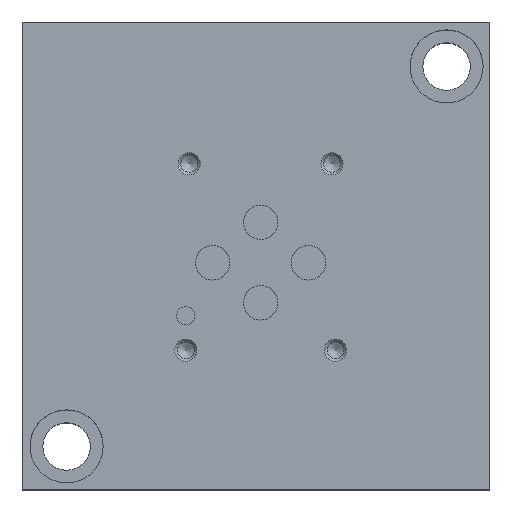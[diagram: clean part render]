
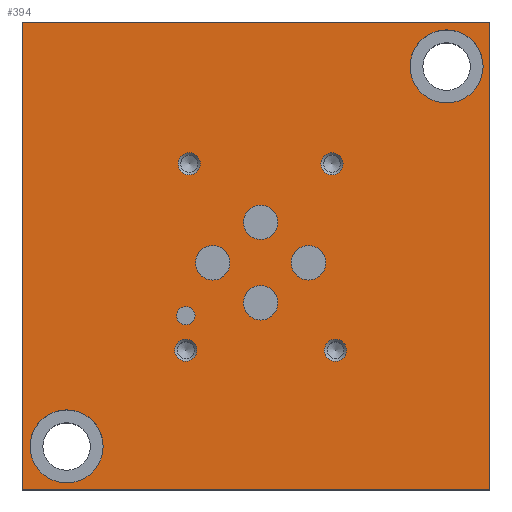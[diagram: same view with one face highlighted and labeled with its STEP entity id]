
A CAD part, top view. The second image highlights one B-rep face of the part: STEP entity #394.
In plain terms, the highlighted planar face has unit normal (0, 0, 1).
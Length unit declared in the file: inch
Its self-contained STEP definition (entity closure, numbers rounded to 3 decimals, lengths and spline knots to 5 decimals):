
#394 = ADVANCED_FACE( '', ( #951, #952, #953, #954, #955, #956, #957, #958, #959, #960, #961, #962 ), #963, .F. );
#951 = FACE_BOUND( '', #1682, .T. );
#952 = FACE_BOUND( '', #1683, .T. );
#953 = FACE_BOUND( '', #1684, .T. );
#954 = FACE_BOUND( '', #1685, .T. );
#955 = FACE_BOUND( '', #1686, .T. );
#956 = FACE_BOUND( '', #1687, .T. );
#957 = FACE_BOUND( '', #1688, .T. );
#958 = FACE_BOUND( '', #1689, .T. );
#959 = FACE_BOUND( '', #1690, .T. );
#960 = FACE_BOUND( '', #1691, .T. );
#961 = FACE_BOUND( '', #1692, .T. );
#962 = FACE_OUTER_BOUND( '', #1693, .T. );
#963 = PLANE( '', #1694 );
#1682 = EDGE_LOOP( '', ( #2893 ) );
#1683 = EDGE_LOOP( '', ( #2894 ) );
#1684 = EDGE_LOOP( '', ( #2895 ) );
#1685 = EDGE_LOOP( '', ( #2896 ) );
#1686 = EDGE_LOOP( '', ( #2897 ) );
#1687 = EDGE_LOOP( '', ( #2898 ) );
#1688 = EDGE_LOOP( '', ( #2899 ) );
#1689 = EDGE_LOOP( '', ( #2900 ) );
#1690 = EDGE_LOOP( '', ( #2901 ) );
#1691 = EDGE_LOOP( '', ( #2902 ) );
#1692 = EDGE_LOOP( '', ( #2903 ) );
#1693 = EDGE_LOOP( '', ( #2904, #2905, #2906, #2907 ) );
#1694 = AXIS2_PLACEMENT_3D( '', #2908, #2909, #2910 );
#2893 = ORIENTED_EDGE( '', *, *, #4413, .T. );
#2894 = ORIENTED_EDGE( '', *, *, #4232, .T. );
#2895 = ORIENTED_EDGE( '', *, *, #4414, .F. );
#2896 = ORIENTED_EDGE( '', *, *, #4415, .F. );
#2897 = ORIENTED_EDGE( '', *, *, #4202, .F. );
#2898 = ORIENTED_EDGE( '', *, *, #4416, .F. );
#2899 = ORIENTED_EDGE( '', *, *, #4417, .F. );
#2900 = ORIENTED_EDGE( '', *, *, #4255, .F. );
#2901 = ORIENTED_EDGE( '', *, *, #4418, .F. );
#2902 = ORIENTED_EDGE( '', *, *, #4287, .F. );
#2903 = ORIENTED_EDGE( '', *, *, #4217, .F. );
#2904 = ORIENTED_EDGE( '', *, *, #4419, .T. );
#2905 = ORIENTED_EDGE( '', *, *, #4037, .F. );
#2906 = ORIENTED_EDGE( '', *, *, #4228, .F. );
#2907 = ORIENTED_EDGE( '', *, *, #4420, .T. );
#2908 = CARTESIAN_POINT( '', ( 4., 4., 1.75 ) );
#2909 = DIRECTION( '', ( 0., 0., -1. ) );
#2910 = DIRECTION( '', ( -1., 0., 0. ) );
#4037 = EDGE_CURVE( '', #4781, #4776, #4783, .T. );
#4202 = EDGE_CURVE( '', #5075, #5075, #5076, .T. );
#4217 = EDGE_CURVE( '', #5098, #5098, #5099, .T. );
#4228 = EDGE_CURVE( '', #5118, #4781, #5120, .T. );
#4232 = EDGE_CURVE( '', #5125, #5125, #5126, .T. );
#4255 = EDGE_CURVE( '', #5161, #5161, #5162, .T. );
#4287 = EDGE_CURVE( '', #5213, #5213, #5214, .T. );
#4413 = EDGE_CURVE( '', #5397, #5397, #5398, .T. );
#4414 = EDGE_CURVE( '', #5399, #5399, #5400, .T. );
#4415 = EDGE_CURVE( '', #5401, #5401, #5402, .T. );
#4416 = EDGE_CURVE( '', #5403, #5403, #5404, .T. );
#4417 = EDGE_CURVE( '', #5405, #5405, #5406, .T. );
#4418 = EDGE_CURVE( '', #5407, #5407, #5408, .T. );
#4419 = EDGE_CURVE( '', #5409, #4776, #5410, .T. );
#4420 = EDGE_CURVE( '', #5118, #5409, #5411, .T. );
#4776 = VERTEX_POINT( '', #5858 );
#4781 = VERTEX_POINT( '', #5865 );
#4783 = LINE( '', #5868, #5869 );
#5075 = VERTEX_POINT( '', #6255 );
#5076 = CIRCLE( '', #6256, 0.095 );
#5098 = VERTEX_POINT( '', #6286 );
#5099 = CIRCLE( '', #6287, 0.1475 );
#5118 = VERTEX_POINT( '', #6314 );
#5120 = LINE( '', #6317, #6318 );
#5125 = VERTEX_POINT( '', #6324 );
#5126 = CIRCLE( '', #6325, 0.3125 );
#5161 = VERTEX_POINT( '', #6372 );
#5162 = CIRCLE( '', #6373, 0.1475 );
#5213 = VERTEX_POINT( '', #6438 );
#5214 = CIRCLE( '', #6439, 0.1475 );
#5397 = VERTEX_POINT( '', #6690 );
#5398 = CIRCLE( '', #6691, 0.3125 );
#5399 = VERTEX_POINT( '', #6692 );
#5400 = CIRCLE( '', #6693, 0.095 );
#5401 = VERTEX_POINT( '', #6694 );
#5402 = CIRCLE( '', #6695, 0.095 );
#5403 = VERTEX_POINT( '', #6696 );
#5404 = CIRCLE( '', #6697, 0.095 );
#5405 = VERTEX_POINT( '', #6698 );
#5406 = CIRCLE( '', #6699, 0.079 );
#5407 = VERTEX_POINT( '', #6700 );
#5408 = CIRCLE( '', #6701, 0.1475 );
#5409 = VERTEX_POINT( '', #6702 );
#5410 = LINE( '', #6703, #6704 );
#5411 = LINE( '', #6705, #6706 );
#5858 = CARTESIAN_POINT( '', ( 0., 0., 1.75 ) );
#5865 = CARTESIAN_POINT( '', ( 4., 0., 1.75 ) );
#5868 = CARTESIAN_POINT( '', ( 4., 0., 1.75 ) );
#5869 = VECTOR( '', #7211, 39.37008 );
#6255 = CARTESIAN_POINT( '', ( 2.775, 1.192, 1.75 ) );
#6256 = AXIS2_PLACEMENT_3D( '', #7453, #7454, #7455 );
#6286 = CARTESIAN_POINT( '', ( 1.7775, 1.94, 1.75 ) );
#6287 = AXIS2_PLACEMENT_3D( '', #7467, #7468, #7469 );
#6314 = CARTESIAN_POINT( '', ( 4., 4., 1.75 ) );
#6317 = CARTESIAN_POINT( '', ( 4., 4., 1.75 ) );
#6318 = VECTOR( '', #7479, 39.37008 );
#6324 = CARTESIAN_POINT( '', ( 0.0675, 0.37, 1.75 ) );
#6325 = AXIS2_PLACEMENT_3D( '', #7484, #7485, #7486 );
#6372 = CARTESIAN_POINT( '', ( 2.1875, 1.598, 1.75 ) );
#6373 = AXIS2_PLACEMENT_3D( '', #7514, #7515, #7516 );
#6438 = CARTESIAN_POINT( '', ( 2.5965, 1.94, 1.75 ) );
#6439 = AXIS2_PLACEMENT_3D( '', #7555, #7556, #7557 );
#6690 = CARTESIAN_POINT( '', ( 3.3175, 3.62, 1.75 ) );
#6691 = AXIS2_PLACEMENT_3D( '', #7707, #7708, #7709 );
#6692 = CARTESIAN_POINT( '', ( 1.524, 2.787, 1.75 ) );
#6693 = AXIS2_PLACEMENT_3D( '', #7710, #7711, #7712 );
#6694 = CARTESIAN_POINT( '', ( 1.495, 1.192, 1.75 ) );
#6695 = AXIS2_PLACEMENT_3D( '', #7713, #7714, #7715 );
#6696 = CARTESIAN_POINT( '', ( 2.745, 2.787, 1.75 ) );
#6697 = AXIS2_PLACEMENT_3D( '', #7716, #7717, #7718 );
#6698 = CARTESIAN_POINT( '', ( 1.479, 1.488, 1.75 ) );
#6699 = AXIS2_PLACEMENT_3D( '', #7719, #7720, #7721 );
#6700 = CARTESIAN_POINT( '', ( 2.1875, 2.287, 1.75 ) );
#6701 = AXIS2_PLACEMENT_3D( '', #7722, #7723, #7724 );
#6702 = CARTESIAN_POINT( '', ( 0., 4., 1.75 ) );
#6703 = CARTESIAN_POINT( '', ( 0., 4., 1.75 ) );
#6704 = VECTOR( '', #7725, 39.37008 );
#6705 = CARTESIAN_POINT( '', ( 4., 4., 1.75 ) );
#6706 = VECTOR( '', #7726, 39.37008 );
#7211 = DIRECTION( '', ( -1., 0., 0. ) );
#7453 = CARTESIAN_POINT( '', ( 2.68, 1.192, 1.75 ) );
#7454 = DIRECTION( '', ( 0., 0., 1. ) );
#7455 = DIRECTION( '', ( 1., 0., 0. ) );
#7467 = CARTESIAN_POINT( '', ( 1.63, 1.94, 1.75 ) );
#7468 = DIRECTION( '', ( 0., 0., 1. ) );
#7469 = DIRECTION( '', ( 1., 0., 0. ) );
#7479 = DIRECTION( '', ( 0., -1., 0. ) );
#7484 = CARTESIAN_POINT( '', ( 0.38, 0.37, 1.75 ) );
#7485 = DIRECTION( '', ( 0., 0., -1. ) );
#7486 = DIRECTION( '', ( -1., 0., 0. ) );
#7514 = CARTESIAN_POINT( '', ( 2.04, 1.598, 1.75 ) );
#7515 = DIRECTION( '', ( 0., 0., 1. ) );
#7516 = DIRECTION( '', ( 1., 0., 0. ) );
#7555 = CARTESIAN_POINT( '', ( 2.449, 1.94, 1.75 ) );
#7556 = DIRECTION( '', ( 0., 0., 1. ) );
#7557 = DIRECTION( '', ( 1., 0., 0. ) );
#7707 = CARTESIAN_POINT( '', ( 3.63, 3.62, 1.75 ) );
#7708 = DIRECTION( '', ( 0., 0., -1. ) );
#7709 = DIRECTION( '', ( -1., 0., 0. ) );
#7710 = CARTESIAN_POINT( '', ( 1.429, 2.787, 1.75 ) );
#7711 = DIRECTION( '', ( 0., 0., 1. ) );
#7712 = DIRECTION( '', ( 1., 0., 0. ) );
#7713 = CARTESIAN_POINT( '', ( 1.4, 1.192, 1.75 ) );
#7714 = DIRECTION( '', ( 0., 0., 1. ) );
#7715 = DIRECTION( '', ( 1., 0., 0. ) );
#7716 = CARTESIAN_POINT( '', ( 2.65, 2.787, 1.75 ) );
#7717 = DIRECTION( '', ( 0., 0., 1. ) );
#7718 = DIRECTION( '', ( 1., 0., 0. ) );
#7719 = CARTESIAN_POINT( '', ( 1.4, 1.488, 1.75 ) );
#7720 = DIRECTION( '', ( 0., 0., 1. ) );
#7721 = DIRECTION( '', ( 1., 0., 0. ) );
#7722 = CARTESIAN_POINT( '', ( 2.04, 2.287, 1.75 ) );
#7723 = DIRECTION( '', ( 0., 0., 1. ) );
#7724 = DIRECTION( '', ( 1., 0., 0. ) );
#7725 = DIRECTION( '', ( 0., -1., 0. ) );
#7726 = DIRECTION( '', ( -1., 0., 0. ) );
